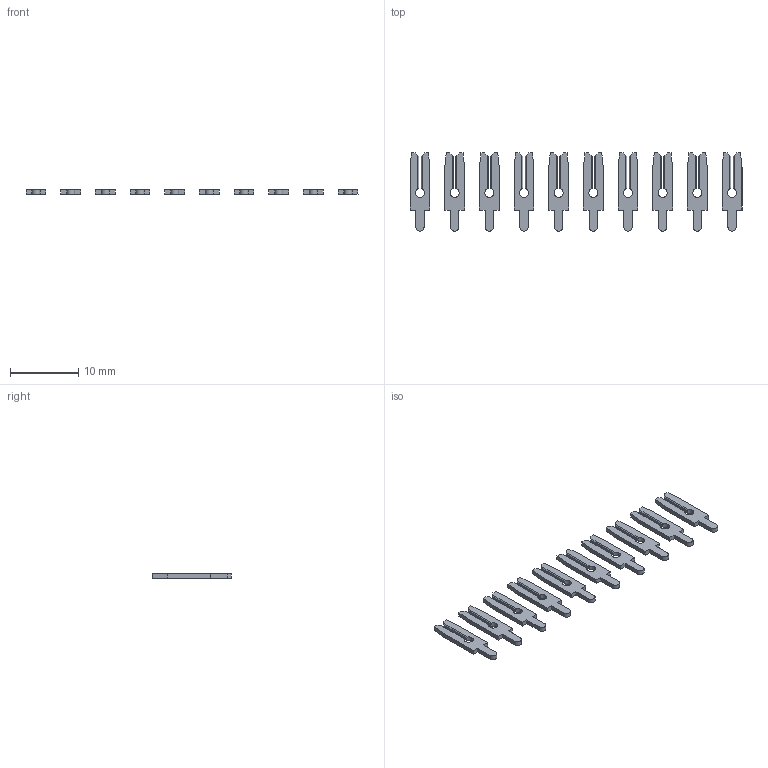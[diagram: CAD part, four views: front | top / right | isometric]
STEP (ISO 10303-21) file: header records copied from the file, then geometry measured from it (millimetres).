
FILE_DESCRIPTION (( 'STEP AP203' ), '1' );
FILE_NAME ('103-010-250-200.STEP', '2020-04-09T19:45:44', ( '' ), ( '' ), 'SwSTEP 2.0', 'SolidWorks 2016', '' );
FILE_SCHEMA (( 'CONFIG_CONTROL_DESIGN' ));
Length unit declared in the file: inch
Products named in the file (2): 103-010-250-200; 100-290-001_100-290-250
Assembly tree (10 placements, depth 2):
  103-010-250-200
    100-290-001_100-290-250  x10
Bounding box: 48.64 x 11.48 x 0.66 mm (x, y, z)
Volume: 156 mm3; surface area: 733.5 mm2
Topology: 10 solids, 10 shells, 240 faces, 660 edges, 440 vertices
Faces by surface type: plane 200, cylinder 40
Entity records: 1246 total; most frequent: CARTESIAN_POINT 159, DIRECTION 144, ORIENTED_EDGE 132, EDGE_CURVE 66, LINE 54, VECTOR 54, AXIS2_PLACEMENT_3D 45, VERTEX_POINT 44
